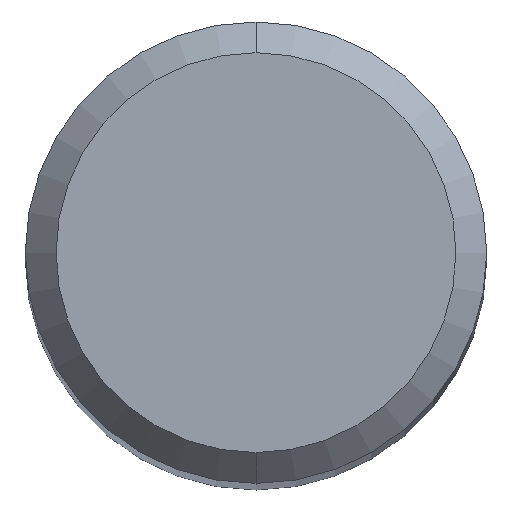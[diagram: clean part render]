
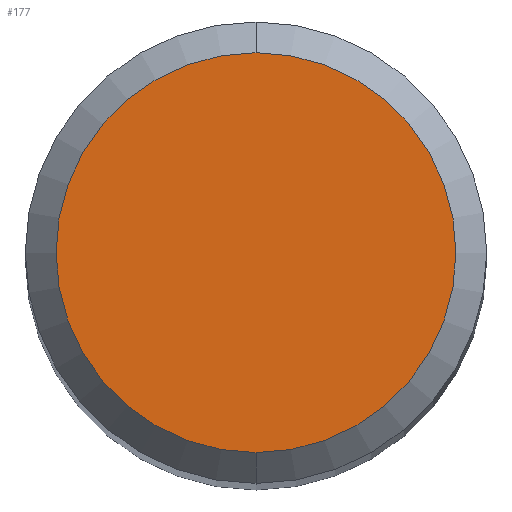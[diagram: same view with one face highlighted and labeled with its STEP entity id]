
A CAD part, top view. The second image highlights one B-rep face of the part: STEP entity #177.
In plain terms, the highlighted planar face has unit normal (0, 0, 1).
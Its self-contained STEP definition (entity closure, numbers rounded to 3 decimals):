
#177=ADVANCED_FACE('',(#484),#485,.T.);
#309=VERTEX_POINT('',#629);
#315=EDGE_CURVE('',#309,#395,#635,.T.);
#395=VERTEX_POINT('',#726);
#443=EDGE_CURVE('',#395,#309,#777,.T.);
#484=FACE_OUTER_BOUND('',#813,.T.);
#485=PLANE('',#814);
#629=CARTESIAN_POINT('',(0.0,2.6,0.0));
#635=CIRCLE('',#1096,2.6);
#726=CARTESIAN_POINT('',(0.,-2.6,0.0));
#777=CIRCLE('',#1416,2.6);
#813=EDGE_LOOP('',(#1446,#1447));
#814=AXIS2_PLACEMENT_3D('',#1448,#1449,#1450);
#1096=AXIS2_PLACEMENT_3D('',#1608,#1609,#1610);
#1416=AXIS2_PLACEMENT_3D('',#1771,#1772,#1773);
#1446=ORIENTED_EDGE('',*,*,#315,.F.);
#1447=ORIENTED_EDGE('',*,*,#443,.F.);
#1448=CARTESIAN_POINT('',(0.0,1.3,0.0));
#1449=DIRECTION('',(-0.0,0.0,1.0));
#1450=DIRECTION('',(0.0,-1.0,0.0));
#1608=CARTESIAN_POINT('',(0.0,0.0,0.0));
#1609=DIRECTION('',(0.0,0.0,-1.0));
#1610=DIRECTION('',(0.0,1.0,0.0));
#1771=CARTESIAN_POINT('',(0.0,0.0,0.0));
#1772=DIRECTION('',(0.0,0.0,-1.0));
#1773=DIRECTION('',(0.0,1.0,0.0));
